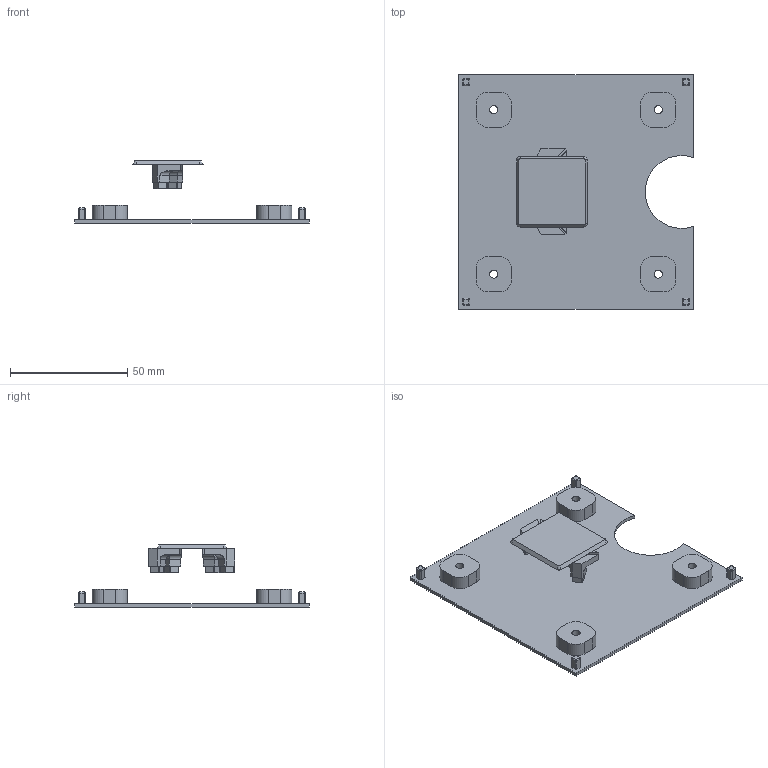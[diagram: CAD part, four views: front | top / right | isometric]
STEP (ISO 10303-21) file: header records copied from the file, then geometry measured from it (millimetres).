
FILE_DESCRIPTION(/* description */ (''),/* implementation_level */ '2;1');
FILE_NAME(/* name */ 'Puzzle Female v52 - light.step',/* time_stamp */ '2018-12-09T20:07:10-08:00',/* author */ ('ruibingNBYTK'),/* organization */ (''),/* preprocessor_version */ 'ST-DEVELOPER v17.2',/* originating_system */ 'Autodesk Translation Framework v7.6.0.251',/* authorisation */ '');
FILE_SCHEMA (('AUTOMOTIVE_DESIGN { 1 0 10303 214 3 1 1 }'));
Length unit declared in the file: millimetre
Products named in the file (1): Puzzle Female
Bounding box: 100 x 100 x 26.5 mm (x, y, z)
Volume: 20876.9 mm3; surface area: 26175.7 mm2
Topology: 10 solids, 10 shells, 240 faces, 566 edges, 358 vertices
Faces by surface type: plane 129, cylinder 91, sphere 16, cone 4
Full cylindrical faces by diameter (mm): 3.5 x4, 10 x4, 10.02 x4
Entity records: 6926 total; most frequent: DIRECTION 1242, CARTESIAN_POINT 1165, ORIENTED_EDGE 1132, EDGE_CURVE 566, AXIS2_PLACEMENT_3D 435, LINE 372, VECTOR 372, VERTEX_POINT 358
